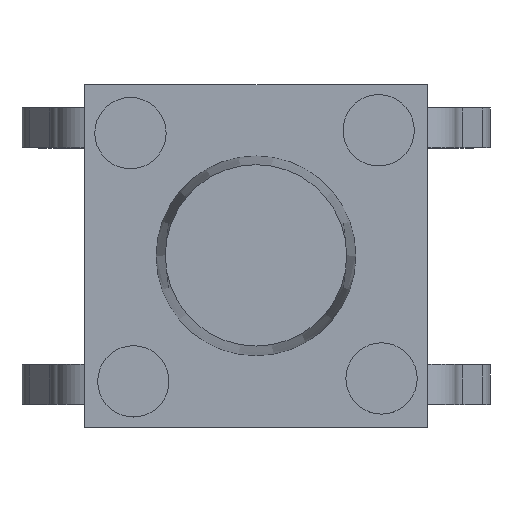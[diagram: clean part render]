
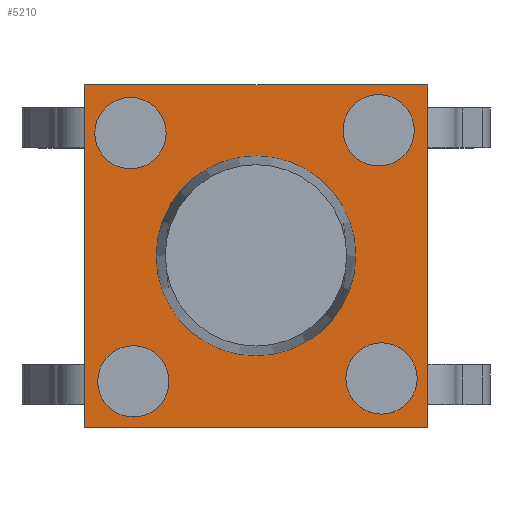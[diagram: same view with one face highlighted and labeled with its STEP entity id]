
A CAD part, top view. The second image highlights one B-rep face of the part: STEP entity #5210.
In plain terms, the highlighted planar face has unit normal (0, 0, 1).
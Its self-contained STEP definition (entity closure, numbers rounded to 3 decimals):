
#83 = CARTESIAN_POINT ( 'NONE',  ( -3., 3., 3.5 ) ) ;
#88 = CARTESIAN_POINT ( 'NONE',  ( -3., 3., 3.5 ) ) ;
#89 = EDGE_CURVE ( 'NONE', #2187, #3881, #1155, .T. ) ;
#141 = CARTESIAN_POINT ( 'NONE',  ( -2.825, 2.15, 3.5 ) ) ;
#167 = ORIENTED_EDGE ( 'NONE', *, *, #1843, .T. ) ;
#199 = DIRECTION ( 'NONE',  ( 0., 0., 1. ) ) ;
#204 = ORIENTED_EDGE ( 'NONE', *, *, #2641, .F. ) ;
#224 = CARTESIAN_POINT ( 'NONE',  ( 2.2, -2.15, 3.5 ) ) ;
#279 = EDGE_LOOP ( 'NONE', ( #694, #3935 ) ) ;
#325 = ORIENTED_EDGE ( 'NONE', *, *, #4770, .F. ) ;
#406 = EDGE_CURVE ( 'NONE', #2282, #6150, #6115, .T. ) ;
#422 = EDGE_CURVE ( 'NONE', #2128, #4154, #2322, .T. ) ;
#476 = AXIS2_PLACEMENT_3D ( 'NONE', #1083, #4753, #1614 ) ;
#554 = VERTEX_POINT ( 'NONE', #4259 ) ;
#582 = CARTESIAN_POINT ( 'NONE',  ( 3., 3., 3.5 ) ) ;
#694 = ORIENTED_EDGE ( 'NONE', *, *, #2850, .F. ) ;
#702 = FACE_BOUND ( 'NONE', #3376, .T. ) ;
#752 = EDGE_CURVE ( 'NONE', #554, #787, #2143, .T. ) ;
#753 = DIRECTION ( 'NONE',  ( 1., 0., 0. ) ) ;
#757 = ORIENTED_EDGE ( 'NONE', *, *, #422, .T. ) ;
#787 = VERTEX_POINT ( 'NONE', #582 ) ;
#862 = CIRCLE ( 'NONE', #3240, 0.625 ) ;
#946 = CARTESIAN_POINT ( 'NONE',  ( -2.2, 2.15, 3.5 ) ) ;
#1083 = CARTESIAN_POINT ( 'NONE',  ( -2.15, -2.2, 3.5 ) ) ;
#1104 = LINE ( 'NONE', #83, #5057 ) ;
#1153 = AXIS2_PLACEMENT_3D ( 'NONE', #1769, #5336, #2295 ) ;
#1155 = CIRCLE ( 'NONE', #3842, 0.625 ) ;
#1167 = ORIENTED_EDGE ( 'NONE', *, *, #3766, .F. ) ;
#1294 = AXIS2_PLACEMENT_3D ( 'NONE', #2668, #6106, #3160 ) ;
#1330 = VERTEX_POINT ( 'NONE', #1645 ) ;
#1385 = CARTESIAN_POINT ( 'NONE',  ( -2.15, -2.2, 3.5 ) ) ;
#1614 = DIRECTION ( 'NONE',  ( 1., 0., 0. ) ) ;
#1645 = CARTESIAN_POINT ( 'NONE',  ( -2.775, -2.2, 3.5 ) ) ;
#1666 = CARTESIAN_POINT ( 'NONE',  ( 1.575, -2.15, 3.5 ) ) ;
#1750 = DIRECTION ( 'NONE',  ( 0., 0., 1. ) ) ;
#1769 = CARTESIAN_POINT ( 'NONE',  ( -2.2, 2.15, 3.5 ) ) ;
#1804 = VECTOR ( 'NONE', #4253, 1000. ) ;
#1805 = DIRECTION ( 'NONE',  ( 0., 0., -1. ) ) ;
#1831 = EDGE_LOOP ( 'NONE', ( #3242, #757 ) ) ;
#1838 = ORIENTED_EDGE ( 'NONE', *, *, #406, .F. ) ;
#1843 = EDGE_CURVE ( 'NONE', #787, #2760, #1104, .T. ) ;
#1924 = DIRECTION ( 'NONE',  ( 1., 0., 0. ) ) ;
#1953 = DIRECTION ( 'NONE',  ( 0., 1., 0. ) ) ;
#2092 = FACE_BOUND ( 'NONE', #2500, .T. ) ;
#2128 = VERTEX_POINT ( 'NONE', #5745 ) ;
#2143 = LINE ( 'NONE', #4665, #4907 ) ;
#2167 = AXIS2_PLACEMENT_3D ( 'NONE', #4914, #1805, #5377 ) ;
#2187 = VERTEX_POINT ( 'NONE', #5089 ) ;
#2282 = VERTEX_POINT ( 'NONE', #4614 ) ;
#2295 = DIRECTION ( 'NONE',  ( 1., 0., 0. ) ) ;
#2322 = CIRCLE ( 'NONE', #2167, 1.75 ) ;
#2338 = EDGE_CURVE ( 'NONE', #6079, #1330, #5792, .T. ) ;
#2407 = CARTESIAN_POINT ( 'NONE',  ( 2.825, -2.15, 3.5 ) ) ;
#2473 = ORIENTED_EDGE ( 'NONE', *, *, #752, .T. ) ;
#2500 = EDGE_LOOP ( 'NONE', ( #204, #6458 ) ) ;
#2536 = CARTESIAN_POINT ( 'NONE',  ( 0., 0., 3.5 ) ) ;
#2641 = EDGE_CURVE ( 'NONE', #3881, #2187, #4520, .T. ) ;
#2668 = CARTESIAN_POINT ( 'NONE',  ( 0., 0., 3.5 ) ) ;
#2745 = DIRECTION ( 'NONE',  ( 0., 0., 1. ) ) ;
#2760 = VERTEX_POINT ( 'NONE', #3006 ) ;
#2850 = EDGE_CURVE ( 'NONE', #1330, #6079, #4904, .T. ) ;
#2862 = AXIS2_PLACEMENT_3D ( 'NONE', #2536, #5992, #3053 ) ;
#3006 = CARTESIAN_POINT ( 'NONE',  ( -3., 3., 3.5 ) ) ;
#3011 = EDGE_LOOP ( 'NONE', ( #1167, #325 ) ) ;
#3053 = DIRECTION ( 'NONE',  ( 1., 0., 0. ) ) ;
#3160 = DIRECTION ( 'NONE',  ( -1., 0., 0. ) ) ;
#3169 = LINE ( 'NONE', #88, #1804 ) ;
#3202 = ORIENTED_EDGE ( 'NONE', *, *, #6489, .T. ) ;
#3240 = AXIS2_PLACEMENT_3D ( 'NONE', #224, #3898, #753 ) ;
#3242 = ORIENTED_EDGE ( 'NONE', *, *, #6365, .T. ) ;
#3333 = CARTESIAN_POINT ( 'NONE',  ( 2.15, 2.2, 3.5 ) ) ;
#3376 = EDGE_LOOP ( 'NONE', ( #4576, #1838 ) ) ;
#3473 = FACE_BOUND ( 'NONE', #3011, .T. ) ;
#3475 = CARTESIAN_POINT ( 'NONE',  ( -1.75, 0., 3.5 ) ) ;
#3766 = EDGE_CURVE ( 'NONE', #4638, #4100, #6001, .T. ) ;
#3779 = CARTESIAN_POINT ( 'NONE',  ( -3., -3., 3.5 ) ) ;
#3842 = AXIS2_PLACEMENT_3D ( 'NONE', #946, #4079, #4673 ) ;
#3866 = DIRECTION ( 'NONE',  ( 1., 0., 0. ) ) ;
#3881 = VERTEX_POINT ( 'NONE', #141 ) ;
#3898 = DIRECTION ( 'NONE',  ( 0., 0., 1. ) ) ;
#3919 = EDGE_CURVE ( 'NONE', #6150, #2282, #4497, .T. ) ;
#3935 = ORIENTED_EDGE ( 'NONE', *, *, #2338, .F. ) ;
#3938 = AXIS2_PLACEMENT_3D ( 'NONE', #5719, #2745, #6173 ) ;
#4079 = DIRECTION ( 'NONE',  ( 0., 0., 1. ) ) ;
#4100 = VERTEX_POINT ( 'NONE', #2407 ) ;
#4154 = VERTEX_POINT ( 'NONE', #3475 ) ;
#4253 = DIRECTION ( 'NONE',  ( 0., -1., 0. ) ) ;
#4259 = CARTESIAN_POINT ( 'NONE',  ( 3., -3., 3.5 ) ) ;
#4281 = CARTESIAN_POINT ( 'NONE',  ( -3., -3., 3.5 ) ) ;
#4365 = ORIENTED_EDGE ( 'NONE', *, *, #6482, .T. ) ;
#4497 = CIRCLE ( 'NONE', #4954, 0.625 ) ;
#4520 = CIRCLE ( 'NONE', #1153, 0.625 ) ;
#4571 = LINE ( 'NONE', #4281, #5668 ) ;
#4576 = ORIENTED_EDGE ( 'NONE', *, *, #3919, .F. ) ;
#4612 = VERTEX_POINT ( 'NONE', #3779 ) ;
#4614 = CARTESIAN_POINT ( 'NONE',  ( 2.775, 2.2, 3.5 ) ) ;
#4638 = VERTEX_POINT ( 'NONE', #1666 ) ;
#4665 = CARTESIAN_POINT ( 'NONE',  ( 3., 3., 3.5 ) ) ;
#4673 = DIRECTION ( 'NONE',  ( 1., 0., 0. ) ) ;
#4700 = FACE_OUTER_BOUND ( 'NONE', #5200, .T. ) ;
#4753 = DIRECTION ( 'NONE',  ( 0., 0., 1. ) ) ;
#4770 = EDGE_CURVE ( 'NONE', #4100, #4638, #862, .T. ) ;
#4798 = DIRECTION ( 'NONE',  ( 1., 0., 0. ) ) ;
#4864 = FACE_BOUND ( 'NONE', #1831, .T. ) ;
#4868 = CARTESIAN_POINT ( 'NONE',  ( 2.15, 2.2, 3.5 ) ) ;
#4904 = CIRCLE ( 'NONE', #6391, 0.625 ) ;
#4907 = VECTOR ( 'NONE', #1953, 1000. ) ;
#4914 = CARTESIAN_POINT ( 'NONE',  ( 0., 0., 3.5 ) ) ;
#4954 = AXIS2_PLACEMENT_3D ( 'NONE', #4868, #1750, #5323 ) ;
#5005 = DIRECTION ( 'NONE',  ( 0., 0., 1. ) ) ;
#5057 = VECTOR ( 'NONE', #5973, 1000. ) ;
#5089 = CARTESIAN_POINT ( 'NONE',  ( -1.575, 2.15, 3.5 ) ) ;
#5200 = EDGE_LOOP ( 'NONE', ( #2473, #167, #4365, #3202 ) ) ;
#5210 = ADVANCED_FACE ( 'NONE', ( #4864, #5911, #3473, #702, #2092, #4700 ), #6075, .T. ) ;
#5254 = CARTESIAN_POINT ( 'NONE',  ( -1.525, -2.2, 3.5 ) ) ;
#5323 = DIRECTION ( 'NONE',  ( 1., 0., 0. ) ) ;
#5336 = DIRECTION ( 'NONE',  ( 0., 0., 1. ) ) ;
#5377 = DIRECTION ( 'NONE',  ( -1., 0., 0. ) ) ;
#5668 = VECTOR ( 'NONE', #4798, 1000. ) ;
#5719 = CARTESIAN_POINT ( 'NONE',  ( 2.2, -2.15, 3.5 ) ) ;
#5740 = CIRCLE ( 'NONE', #1294, 1.75 ) ;
#5745 = CARTESIAN_POINT ( 'NONE',  ( 1.75, 0., 3.5 ) ) ;
#5792 = CIRCLE ( 'NONE', #476, 0.625 ) ;
#5911 = FACE_BOUND ( 'NONE', #279, .T. ) ;
#5973 = DIRECTION ( 'NONE',  ( -1., 0., 0. ) ) ;
#5992 = DIRECTION ( 'NONE',  ( 0., 0., 1. ) ) ;
#6001 = CIRCLE ( 'NONE', #3938, 0.625 ) ;
#6075 = PLANE ( 'NONE',  #2862 ) ;
#6079 = VERTEX_POINT ( 'NONE', #5254 ) ;
#6106 = DIRECTION ( 'NONE',  ( 0., 0., -1. ) ) ;
#6115 = CIRCLE ( 'NONE', #6278, 0.625 ) ;
#6150 = VERTEX_POINT ( 'NONE', #6464 ) ;
#6173 = DIRECTION ( 'NONE',  ( 1., 0., 0. ) ) ;
#6278 = AXIS2_PLACEMENT_3D ( 'NONE', #3333, #199, #3866 ) ;
#6365 = EDGE_CURVE ( 'NONE', #4154, #2128, #5740, .T. ) ;
#6391 = AXIS2_PLACEMENT_3D ( 'NONE', #1385, #5005, #1924 ) ;
#6458 = ORIENTED_EDGE ( 'NONE', *, *, #89, .F. ) ;
#6464 = CARTESIAN_POINT ( 'NONE',  ( 1.525, 2.2, 3.5 ) ) ;
#6482 = EDGE_CURVE ( 'NONE', #2760, #4612, #3169, .T. ) ;
#6489 = EDGE_CURVE ( 'NONE', #4612, #554, #4571, .T. ) ;
